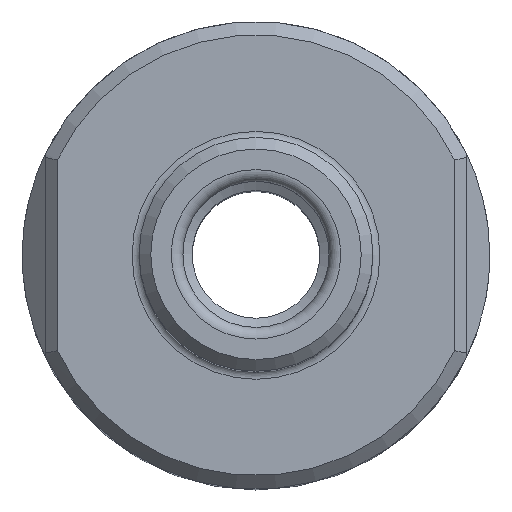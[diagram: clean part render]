
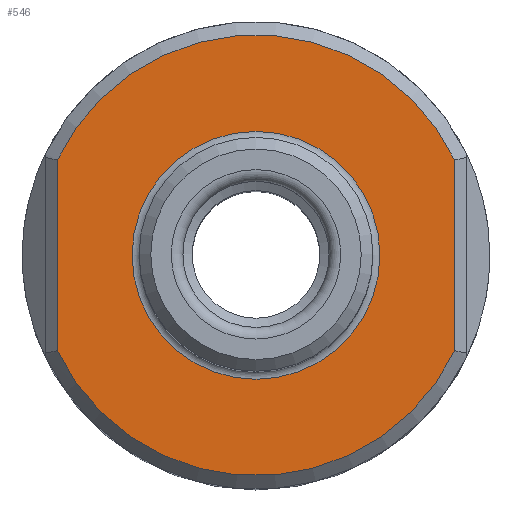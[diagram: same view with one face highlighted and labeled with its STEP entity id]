
A CAD part, top view. The second image highlights one B-rep face of the part: STEP entity #546.
In plain terms, the highlighted planar face has unit normal (0, 0, 1).
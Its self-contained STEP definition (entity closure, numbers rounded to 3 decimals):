
#31=PLANE('',#587);
#46=LINE('',#776,#56);
#47=LINE('',#780,#57);
#56=VECTOR('',#662,1000.);
#57=VECTOR('',#665,1000.);
#82=ORIENTED_EDGE('',*,*,#166,.F.);
#83=ORIENTED_EDGE('',*,*,#167,.T.);
#84=ORIENTED_EDGE('',*,*,#168,.T.);
#85=ORIENTED_EDGE('',*,*,#169,.T.);
#86=ORIENTED_EDGE('',*,*,#170,.T.);
#166=EDGE_CURVE('',#208,#208,#236,.T.);
#167=EDGE_CURVE('',#209,#210,#237,.F.);
#168=EDGE_CURVE('',#210,#211,#46,.T.);
#169=EDGE_CURVE('',#211,#212,#238,.F.);
#170=EDGE_CURVE('',#212,#209,#47,.T.);
#208=VERTEX_POINT('',#772);
#209=VERTEX_POINT('',#774);
#210=VERTEX_POINT('',#775);
#211=VERTEX_POINT('',#777);
#212=VERTEX_POINT('',#779);
#236=CIRCLE('',#588,10.6);
#237=CIRCLE('',#589,18.85);
#238=CIRCLE('',#590,18.85);
#257=EDGE_LOOP('',(#82));
#258=EDGE_LOOP('',(#83,#84,#85,#86));
#303=FACE_BOUND('',#257,.T.);
#304=FACE_BOUND('',#258,.T.);
#546=ADVANCED_FACE('',(#303,#304),#31,.F.);
#587=AXIS2_PLACEMENT_3D('',#770,#656,#657);
#588=AXIS2_PLACEMENT_3D('',#771,#658,#659);
#589=AXIS2_PLACEMENT_3D('',#773,#660,#661);
#590=AXIS2_PLACEMENT_3D('',#778,#663,#664);
#656=DIRECTION('',(0.,0.,-1.));
#657=DIRECTION('',(-1.,0.,0.));
#658=DIRECTION('',(0.,0.,1.));
#659=DIRECTION('',(1.,0.,0.));
#660=DIRECTION('',(0.,0.,-1.));
#661=DIRECTION('',(-1.,0.,0.));
#662=DIRECTION('',(0.,-1.,0.));
#663=DIRECTION('',(0.,0.,-1.));
#664=DIRECTION('',(-1.,0.,0.));
#665=DIRECTION('',(0.,1.,0.));
#770=CARTESIAN_POINT('',(20.,0.,54.));
#771=CARTESIAN_POINT('',(0.,0.,54.));
#772=CARTESIAN_POINT('',(10.6,0.,54.));
#773=CARTESIAN_POINT('',(0.,0.,54.));
#774=CARTESIAN_POINT('',(17.,8.144,54.));
#775=CARTESIAN_POINT('',(-17.,8.144,54.));
#776=CARTESIAN_POINT('',(-17.,0.,54.));
#777=CARTESIAN_POINT('',(-17.,-8.144,54.));
#778=CARTESIAN_POINT('',(0.,0.,54.));
#779=CARTESIAN_POINT('',(17.,-8.144,54.));
#780=CARTESIAN_POINT('',(17.,5.597,54.));
